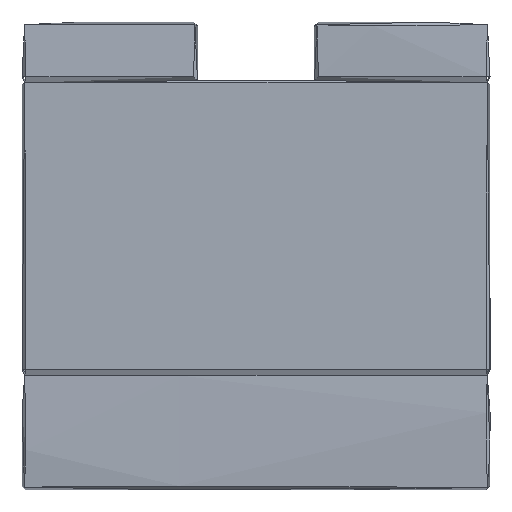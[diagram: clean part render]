
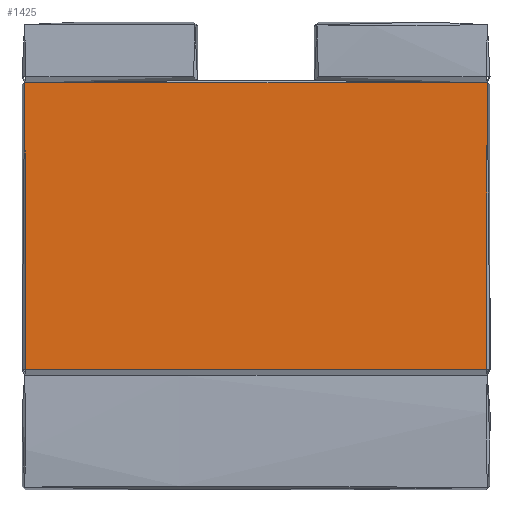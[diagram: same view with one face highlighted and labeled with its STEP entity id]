
A CAD part, left-side view. The second image highlights one B-rep face of the part: STEP entity #1425.
In plain terms, the highlighted planar face has unit normal (1, 0, 0).
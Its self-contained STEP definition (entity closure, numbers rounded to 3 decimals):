
#136 = CARTESIAN_POINT ( 'NONE',  ( -0.993, -0.593, 1.044 ) ) ;
#145 = DIRECTION ( 'NONE',  ( 0., -1., 0. ) ) ;
#159 = ORIENTED_EDGE ( 'NONE', *, *, #4648, .F. ) ;
#227 = CARTESIAN_POINT ( 'NONE',  ( -1., 0.59, 1.05 ) ) ;
#843 = CARTESIAN_POINT ( 'NONE',  ( -1., 0.6, 1.05 ) ) ;
#852 = VERTEX_POINT ( 'NONE', #136 ) ;
#1327 = VERTEX_POINT ( 'NONE', #2308 ) ;
#1425 = ADVANCED_FACE ( 'NONE', ( #9451 ), #9401, .T. ) ;
#1629 = CARTESIAN_POINT ( 'NONE',  ( -1., 0.6, 0.31 ) ) ;
#1685 = EDGE_CURVE ( 'NONE', #852, #9771, #2449, .T. ) ;
#2286 = EDGE_LOOP ( 'NONE', ( #6248, #8047, #3802, #159 ) ) ;
#2308 = CARTESIAN_POINT ( 'NONE',  ( -0.993, 0.593, 1.044 ) ) ;
#2363 = VECTOR ( 'NONE', #8477, 1000. ) ;
#2449 = LINE ( 'NONE', #3817, #2363 ) ;
#2457 = DIRECTION ( 'NONE',  ( 1., 0., 0. ) ) ;
#2798 = CARTESIAN_POINT ( 'NONE',  ( -1., 0.6, 1.04 ) ) ;
#3149 = VECTOR ( 'NONE', #145, 1000. ) ;
#3249 = LINE ( 'NONE', #1629, #3149 ) ;
#3802 = ORIENTED_EDGE ( 'NONE', *, *, #1685, .T. ) ;
#3817 = CARTESIAN_POINT ( 'NONE',  ( -1., -0.59, 1.05 ) ) ;
#3938 = DIRECTION ( 'NONE',  ( 0., 0., -1. ) ) ;
#4132 = VECTOR ( 'NONE', #7178, 1000. ) ;
#4648 = EDGE_CURVE ( 'NONE', #4717, #9771, #3249, .T. ) ;
#4717 = VERTEX_POINT ( 'NONE', #7864 ) ;
#4763 = VECTOR ( 'NONE', #8270, 1000. ) ;
#5170 = EDGE_CURVE ( 'NONE', #4717, #1327, #7275, .T. ) ;
#6248 = ORIENTED_EDGE ( 'NONE', *, *, #5170, .T. ) ;
#6503 = AXIS2_PLACEMENT_3D ( 'NONE', #843, #2457, #3938 ) ;
#6858 = EDGE_CURVE ( 'NONE', #1327, #852, #8463, .T. ) ;
#7178 = DIRECTION ( 'NONE',  ( 0., 0., 1. ) ) ;
#7275 = LINE ( 'NONE', #227, #4132 ) ;
#7864 = CARTESIAN_POINT ( 'NONE',  ( -1., 0.59, 0.31 ) ) ;
#8047 = ORIENTED_EDGE ( 'NONE', *, *, #6858, .T. ) ;
#8270 = DIRECTION ( 'NONE',  ( 0., -1., 0. ) ) ;
#8463 = LINE ( 'NONE', #2798, #4763 ) ;
#8477 = DIRECTION ( 'NONE',  ( 0., 0., -1. ) ) ;
#9011 = CARTESIAN_POINT ( 'NONE',  ( -1., -0.59, 0.31 ) ) ;
#9401 = PLANE ( 'NONE',  #6503 ) ;
#9451 = FACE_OUTER_BOUND ( 'NONE', #2286, .T. ) ;
#9771 = VERTEX_POINT ( 'NONE', #9011 ) ;
